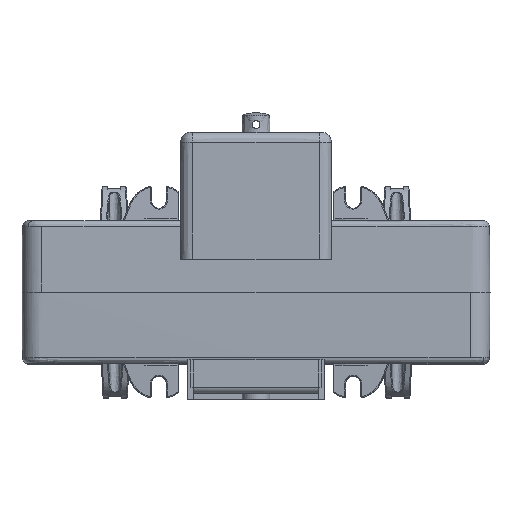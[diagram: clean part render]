
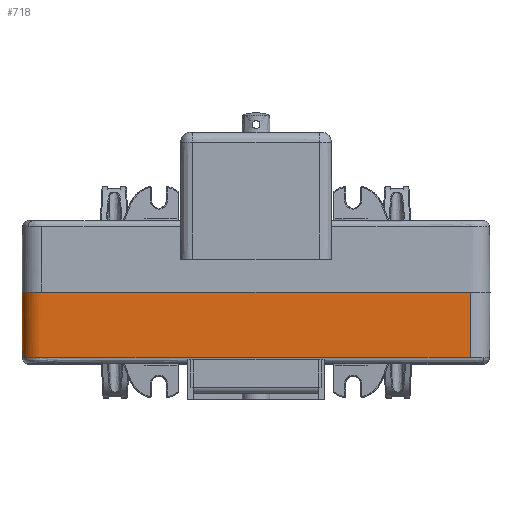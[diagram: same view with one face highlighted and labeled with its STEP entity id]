
A CAD part, top view. The second image highlights one B-rep face of the part: STEP entity #718.
In plain terms, the highlighted free-form (B-spline) face has degree [2, 1] with [9, 2] control points.
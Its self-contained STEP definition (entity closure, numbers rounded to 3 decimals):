
#718=ADVANCED_FACE('',(#2012),#18423,.T.);
#2012=FACE_OUTER_BOUND('',#3220,.T.);
#3220=EDGE_LOOP('',(#5956,#5957,#5958,#5959,#5960));
#5956=ORIENTED_EDGE('',*,*,#12935,.F.);
#5957=ORIENTED_EDGE('',*,*,#12657,.F.);
#5958=ORIENTED_EDGE('',*,*,#11152,.T.);
#5959=ORIENTED_EDGE('',*,*,#11154,.T.);
#5960=ORIENTED_EDGE('',*,*,#12887,.F.);
#11152=EDGE_CURVE('',#16817,#16818,#15751,.T.);
#11154=EDGE_CURVE('',#16818,#17949,#15753,.T.);
#12657=EDGE_CURVE('',#16817,#17976,#16039,.T.);
#12887=EDGE_CURVE('',#17948,#17949,#16050,.T.);
#12935=EDGE_CURVE('',#17976,#17948,#16090,.T.);
#15751=(
BOUNDED_CURVE()
B_SPLINE_CURVE(1,(#39297,#39298),.UNSPECIFIED.,.F.,.F.)
B_SPLINE_CURVE_WITH_KNOTS((2,2),(0.,16.514),.UNSPECIFIED.)
CURVE()
GEOMETRIC_REPRESENTATION_ITEM()
RATIONAL_B_SPLINE_CURVE((1.,1.))
REPRESENTATION_ITEM('')
);
#15753=(
BOUNDED_CURVE()
B_SPLINE_CURVE(2,(#39302,#39303,#39304,#39305,#39306,#39307,#39308,#39309,
#39310),.UNSPECIFIED.,.F.,.F.)
B_SPLINE_CURVE_WITH_KNOTS((3,2,2,2,3),(0.,3.84,
111.888,119.568,225.171),.UNSPECIFIED.)
CURVE()
GEOMETRIC_REPRESENTATION_ITEM()
RATIONAL_B_SPLINE_CURVE((1.,0.707,1.,1.,1.,0.707,
1.,1.,1.))
REPRESENTATION_ITEM('')
);
#16039=(
BOUNDED_CURVE()
B_SPLINE_CURVE(2,(#45340,#45341,#45342,#45343,#45344,#45345,#45346),
 .UNSPECIFIED.,.F.,.F.)
B_SPLINE_CURVE_WITH_KNOTS((3,2,2,3),(-1877.624,-1873.697,
-1763.197,-1755.343),.UNSPECIFIED.)
CURVE()
GEOMETRIC_REPRESENTATION_ITEM()
RATIONAL_B_SPLINE_CURVE((1.,0.707,1.,1.,1.,0.707,
1.))
REPRESENTATION_ITEM('')
);
#16050=(
BOUNDED_CURVE()
B_SPLINE_CURVE(1,(#46324,#46325),.UNSPECIFIED.,.F.,.F.)
B_SPLINE_CURVE_WITH_KNOTS((2,2),(0.,16.514),.UNSPECIFIED.)
CURVE()
GEOMETRIC_REPRESENTATION_ITEM()
RATIONAL_B_SPLINE_CURVE((1.,1.))
REPRESENTATION_ITEM('')
);
#16090=(
BOUNDED_CURVE()
B_SPLINE_CURVE(2,(#46524,#46525,#46526),.UNSPECIFIED.,.F.,.F.)
B_SPLINE_CURVE_WITH_KNOTS((3,3),(-1755.343,-1647.343),
 .UNSPECIFIED.)
CURVE()
GEOMETRIC_REPRESENTATION_ITEM()
RATIONAL_B_SPLINE_CURVE((1.,1.,1.))
REPRESENTATION_ITEM('')
);
#16817=VERTEX_POINT('',#35025);
#16818=VERTEX_POINT('',#35026);
#17948=VERTEX_POINT('',#36156);
#17949=VERTEX_POINT('',#36157);
#17976=VERTEX_POINT('',#36184);
#18423=(
BOUNDED_SURFACE()
B_SPLINE_SURFACE(2,1,((#30890,#30891),(#30892,#30893),(#30894,#30895),(#30896,
#30897),(#30898,#30899),(#30900,#30901),(#30902,#30903),(#30904,#30905),
(#30906,#30907)),.UNSPECIFIED.,.F.,.F.,.F.)
B_SPLINE_SURFACE_WITH_KNOTS((3,2,2,2,3),(2,2),(1647.343,1755.343,
1763.197,1873.697,1877.624),(0.,18.001),
 .UNSPECIFIED.)
GEOMETRIC_REPRESENTATION_ITEM()
RATIONAL_B_SPLINE_SURFACE(((1.,1.),(1.,1.),(1.,1.),(0.707,0.707),
(1.,1.),(1.,1.),(1.,1.),(0.707,0.707),(1.,1.)))
REPRESENTATION_ITEM('')
SURFACE()
);
#30890=CARTESIAN_POINT('',(33.,0.,118.));
#30891=CARTESIAN_POINT('',(33.,-18.,117.843));
#30892=CARTESIAN_POINT('',(-21.,0.,118.));
#30893=CARTESIAN_POINT('',(-21.,-18.,117.843));
#30894=CARTESIAN_POINT('',(-75.,0.,118.));
#30895=CARTESIAN_POINT('',(-75.,-18.,117.843));
#30896=CARTESIAN_POINT('',(-80.,0.,118.));
#30897=CARTESIAN_POINT('',(-79.843,-18.,117.843));
#30898=CARTESIAN_POINT('',(-80.,0.,113.));
#30899=CARTESIAN_POINT('',(-79.843,-18.,113.));
#30900=CARTESIAN_POINT('',(-80.,0.,57.75));
#30901=CARTESIAN_POINT('',(-79.843,-18.,57.75));
#30902=CARTESIAN_POINT('',(-80.,0.,2.5));
#30903=CARTESIAN_POINT('',(-79.843,-18.,2.5));
#30904=CARTESIAN_POINT('',(-80.,0.,0.));
#30905=CARTESIAN_POINT('',(-79.843,-18.,0.157));
#30906=CARTESIAN_POINT('',(-77.5,0.,0.));
#30907=CARTESIAN_POINT('',(-77.5,-18.,0.157));
#35025=CARTESIAN_POINT('',(-77.5,0.,0.));
#35026=CARTESIAN_POINT('',(-77.5,-16.513,0.144));
#36156=CARTESIAN_POINT('',(33.,0.,118.));
#36157=CARTESIAN_POINT('',(33.,-16.513,117.856));
#36184=CARTESIAN_POINT('',(-75.,0.,118.));
#39297=CARTESIAN_POINT('',(-77.5,0.,0.));
#39298=CARTESIAN_POINT('',(-77.5,-16.513,0.144));
#39302=CARTESIAN_POINT('',(-77.5,-16.513,0.144));
#39303=CARTESIAN_POINT('',(-79.856,-16.513,0.144));
#39304=CARTESIAN_POINT('',(-79.856,-16.513,2.5));
#39305=CARTESIAN_POINT('',(-79.856,-16.513,57.75));
#39306=CARTESIAN_POINT('',(-79.856,-16.513,113.));
#39307=CARTESIAN_POINT('',(-79.856,-16.513,117.856));
#39308=CARTESIAN_POINT('',(-75.,-16.513,117.856));
#39309=CARTESIAN_POINT('',(-21.,-16.513,117.856));
#39310=CARTESIAN_POINT('',(33.,-16.513,117.856));
#45340=CARTESIAN_POINT('',(-77.5,0.,0.));
#45341=CARTESIAN_POINT('',(-80.,0.,0.));
#45342=CARTESIAN_POINT('',(-80.,0.,2.5));
#45343=CARTESIAN_POINT('',(-80.,0.,57.75));
#45344=CARTESIAN_POINT('',(-80.,0.,113.));
#45345=CARTESIAN_POINT('',(-80.,0.,118.));
#45346=CARTESIAN_POINT('',(-75.,0.,118.));
#46324=CARTESIAN_POINT('',(33.,0.,118.));
#46325=CARTESIAN_POINT('',(33.,-16.513,117.856));
#46524=CARTESIAN_POINT('',(-75.,0.,118.));
#46525=CARTESIAN_POINT('',(-21.,0.,118.));
#46526=CARTESIAN_POINT('',(33.,0.,118.));
